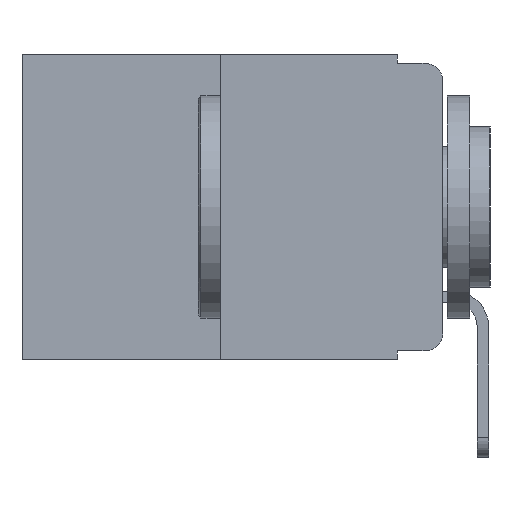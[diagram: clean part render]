
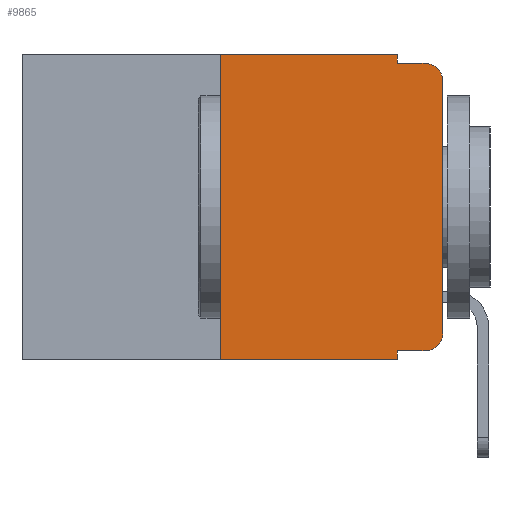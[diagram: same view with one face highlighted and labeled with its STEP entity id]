
A CAD part, left-side view. The second image highlights one B-rep face of the part: STEP entity #9865.
In plain terms, the highlighted planar face has unit normal (-1, 0, 0).
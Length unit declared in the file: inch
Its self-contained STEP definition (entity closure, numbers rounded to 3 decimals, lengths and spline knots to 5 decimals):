
#191 = CARTESIAN_POINT ( 'NONE',  ( 0., 0.051, -0.343 ) ) ;
#775 = ORIENTED_EDGE ( 'NONE', *, *, #6909, .F. ) ;
#894 = VECTOR ( 'NONE', #9578, 39.37008 ) ;
#1175 = ORIENTED_EDGE ( 'NONE', *, *, #6073, .F. ) ;
#1418 = CARTESIAN_POINT ( 'NONE',  ( 0., 0.02, -0.313 ) ) ;
#1491 = DIRECTION ( 'NONE',  ( 0., -1., 0. ) ) ;
#1492 = ORIENTED_EDGE ( 'NONE', *, *, #7953, .T. ) ;
#2511 = CARTESIAN_POINT ( 'NONE',  ( 0., 0.473, -0.343 ) ) ;
#2526 = DIRECTION ( 'NONE',  ( 1., 0., 0. ) ) ;
#2547 = LINE ( 'NONE', #2511, #8015 ) ;
#2619 = VECTOR ( 'NONE', #18735, 39.37008 ) ;
#2649 = DIRECTION ( 'NONE',  ( 0., -1., 0. ) ) ;
#2805 = ORIENTED_EDGE ( 'NONE', *, *, #5457, .T. ) ;
#3647 = EDGE_CURVE ( 'NONE', #7347, #12083, #17590, .T. ) ;
#3978 = CARTESIAN_POINT ( 'NONE',  ( 0., 0.473, 0. ) ) ;
#4078 = DIRECTION ( 'NONE',  ( 0., 0., -1. ) ) ;
#4134 = CARTESIAN_POINT ( 'NONE',  ( 0., 0.25, -0.343 ) ) ;
#4593 = LINE ( 'NONE', #6381, #17866 ) ;
#5457 = EDGE_CURVE ( 'NONE', #6996, #10473, #12973, .T. ) ;
#5530 = VERTEX_POINT ( 'NONE', #6089 ) ;
#5724 = VERTEX_POINT ( 'NONE', #8073 ) ;
#6073 = EDGE_CURVE ( 'NONE', #5530, #12151, #16696, .T. ) ;
#6089 = CARTESIAN_POINT ( 'NONE',  ( 0., 0.051, 0. ) ) ;
#6319 = CARTESIAN_POINT ( 'NONE',  ( 0., 0.051, -0.01 ) ) ;
#6375 = CARTESIAN_POINT ( 'NONE',  ( 0., 0.473, 0. ) ) ;
#6381 = CARTESIAN_POINT ( 'NONE',  ( 0., 0.051, -0.333 ) ) ;
#6519 = AXIS2_PLACEMENT_3D ( 'NONE', #9591, #6786, #18888 ) ;
#6675 = CIRCLE ( 'NONE', #6519, 0.02 ) ;
#6786 = DIRECTION ( 'NONE',  ( -1., 0., 0. ) ) ;
#6877 = LINE ( 'NONE', #10640, #12606 ) ;
#6909 = EDGE_CURVE ( 'NONE', #5724, #14805, #10968, .T. ) ;
#6996 = VERTEX_POINT ( 'NONE', #11381 ) ;
#7039 = FACE_OUTER_BOUND ( 'NONE', #9032, .T. ) ;
#7136 = LINE ( 'NONE', #15599, #2619 ) ;
#7216 = DIRECTION ( 'NONE',  ( 0., 0., 1. ) ) ;
#7343 = CARTESIAN_POINT ( 'NONE',  ( 0., 0.25, 0. ) ) ;
#7347 = VERTEX_POINT ( 'NONE', #4134 ) ;
#7702 = AXIS2_PLACEMENT_3D ( 'NONE', #1418, #15138, #19449 ) ;
#7953 = EDGE_CURVE ( 'NONE', #10473, #14088, #7136, .T. ) ;
#8015 = VECTOR ( 'NONE', #2649, 39.37008 ) ;
#8037 = ORIENTED_EDGE ( 'NONE', *, *, #18598, .T. ) ;
#8073 = CARTESIAN_POINT ( 'NONE',  ( 0., 0.051, -0.333 ) ) ;
#8220 = EDGE_CURVE ( 'NONE', #12151, #19231, #6877, .T. ) ;
#8514 = PLANE ( 'NONE',  #16898 ) ;
#8738 = CARTESIAN_POINT ( 'NONE',  ( 0., 0.051, 0. ) ) ;
#9032 = EDGE_LOOP ( 'NONE', ( #1492, #19050, #11577, #1175, #12318, #13720, #8037, #775, #13726, #2805 ) ) ;
#9344 = VECTOR ( 'NONE', #4078, 39.37008 ) ;
#9578 = DIRECTION ( 'NONE',  ( 0., -1., 0. ) ) ;
#9591 = CARTESIAN_POINT ( 'NONE',  ( 0., 0.02, -0.03 ) ) ;
#9593 = EDGE_CURVE ( 'NONE', #12083, #5530, #11810, .T. ) ;
#9865 = ADVANCED_FACE ( 'NONE', ( #7039 ), #8514, .F. ) ;
#9926 = CARTESIAN_POINT ( 'NONE',  ( 0., 0., -0.03 ) ) ;
#10177 = CARTESIAN_POINT ( 'NONE',  ( 0., 0.051, 0. ) ) ;
#10351 = CARTESIAN_POINT ( 'NONE',  ( 0., 0., -0.313 ) ) ;
#10473 = VERTEX_POINT ( 'NONE', #10351 ) ;
#10640 = CARTESIAN_POINT ( 'NONE',  ( 0., 0.051, -0.01 ) ) ;
#10913 = CARTESIAN_POINT ( 'NONE',  ( 0., 0.25, 0. ) ) ;
#10968 = LINE ( 'NONE', #10177, #11687 ) ;
#11194 = VECTOR ( 'NONE', #7216, 39.37008 ) ;
#11381 = CARTESIAN_POINT ( 'NONE',  ( 0., 0.02, -0.333 ) ) ;
#11577 = ORIENTED_EDGE ( 'NONE', *, *, #8220, .F. ) ;
#11687 = VECTOR ( 'NONE', #11761, 39.37008 ) ;
#11761 = DIRECTION ( 'NONE',  ( 0., 0., -1. ) ) ;
#11789 = EDGE_CURVE ( 'NONE', #5724, #6996, #4593, .T. ) ;
#11810 = LINE ( 'NONE', #6375, #894 ) ;
#12083 = VERTEX_POINT ( 'NONE', #10913 ) ;
#12151 = VERTEX_POINT ( 'NONE', #6319 ) ;
#12318 = ORIENTED_EDGE ( 'NONE', *, *, #9593, .F. ) ;
#12606 = VECTOR ( 'NONE', #1491, 39.37008 ) ;
#12973 = CIRCLE ( 'NONE', #7702, 0.02 ) ;
#13250 = DIRECTION ( 'NONE',  ( 0., 0., -1. ) ) ;
#13347 = CARTESIAN_POINT ( 'NONE',  ( 0., 0.02, -0.01 ) ) ;
#13720 = ORIENTED_EDGE ( 'NONE', *, *, #3647, .F. ) ;
#13726 = ORIENTED_EDGE ( 'NONE', *, *, #11789, .T. ) ;
#13897 = EDGE_CURVE ( 'NONE', #14088, #19231, #6675, .T. ) ;
#14088 = VERTEX_POINT ( 'NONE', #9926 ) ;
#14805 = VERTEX_POINT ( 'NONE', #191 ) ;
#15138 = DIRECTION ( 'NONE',  ( -1., 0., 0. ) ) ;
#15599 = CARTESIAN_POINT ( 'NONE',  ( 0., 0., 0. ) ) ;
#16696 = LINE ( 'NONE', #8738, #9344 ) ;
#16898 = AXIS2_PLACEMENT_3D ( 'NONE', #3978, #2526, #13250 ) ;
#17590 = LINE ( 'NONE', #7343, #11194 ) ;
#17866 = VECTOR ( 'NONE', #19084, 39.37008 ) ;
#18598 = EDGE_CURVE ( 'NONE', #7347, #14805, #2547, .T. ) ;
#18735 = DIRECTION ( 'NONE',  ( 0., 0., 1. ) ) ;
#18888 = DIRECTION ( 'NONE',  ( 0., 0., -1. ) ) ;
#19050 = ORIENTED_EDGE ( 'NONE', *, *, #13897, .T. ) ;
#19084 = DIRECTION ( 'NONE',  ( 0., -1., 0. ) ) ;
#19231 = VERTEX_POINT ( 'NONE', #13347 ) ;
#19449 = DIRECTION ( 'NONE',  ( 0., 0., -1. ) ) ;
